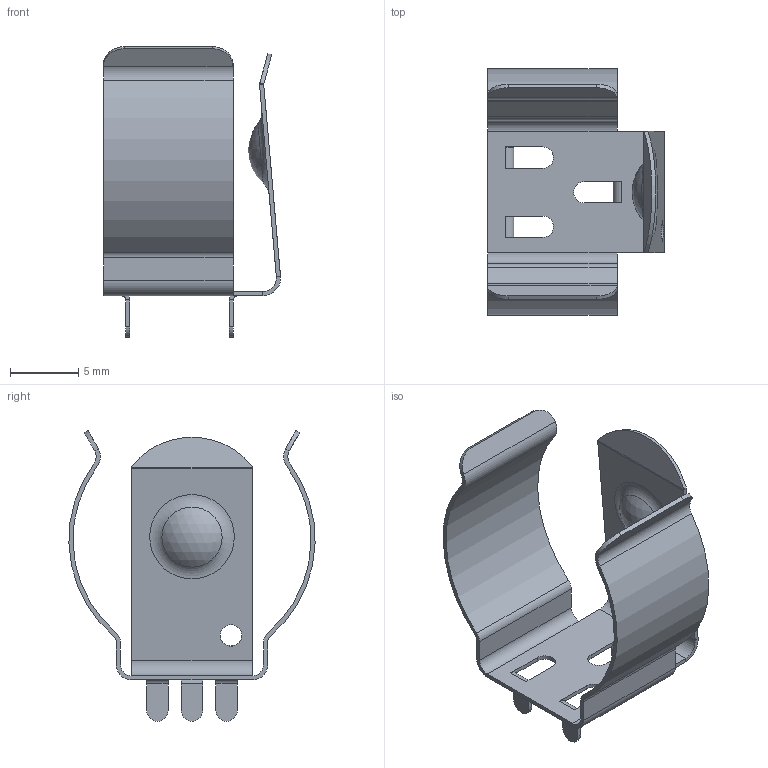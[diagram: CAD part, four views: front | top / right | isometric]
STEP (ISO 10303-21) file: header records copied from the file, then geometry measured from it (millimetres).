
FILE_DESCRIPTION(/* description */ ('STEP AP203'),/* implementation_level */ '2;1');
FILE_NAME(/* name */ 'Keystone - 54.step',/* time_stamp */ '2024-11-08T22:10:03Z',/* author */ (''),/* organization */ (''),/* preprocessor_version */ 'ST-DEVELOPER v20',/* originating_system */ 'Autodesk Translation Framework v13.20.0.188',/* authorisation */ '');
FILE_SCHEMA (('AUTOMOTIVE_DESIGN { 1 0 10303 214 3 1 1 }'));
Length unit declared in the file: inch
Products named in the file (1): 54
Bounding box: 13 x 18.09 x 21.35 mm (x, y, z)
Volume: 197.6 mm3; surface area: 1359.6 mm2
Topology: 1 solids, 1 shells, 109 faces, 271 edges, 166 vertices
Faces by surface type: plane 65, cylinder 40, sphere 2, torus 2
Full cylindrical faces by diameter (mm): 1.575 x1
Entity records: 3265 total; most frequent: DIRECTION 585, CARTESIAN_POINT 547, ORIENTED_EDGE 542, EDGE_CURVE 271, AXIS2_PLACEMENT_3D 204, LINE 177, VECTOR 177, VERTEX_POINT 166
